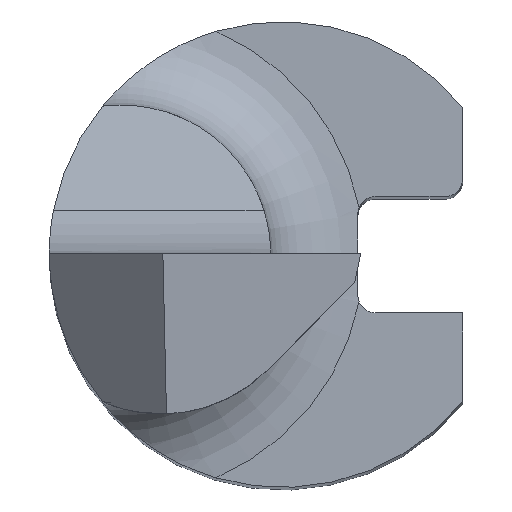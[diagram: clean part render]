
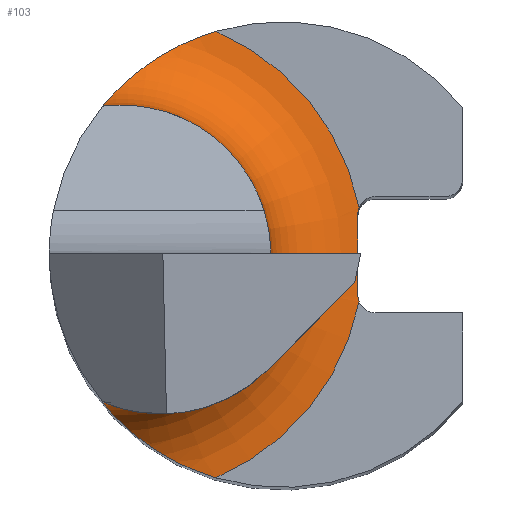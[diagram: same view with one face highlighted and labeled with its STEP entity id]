
A CAD part, top view. The second image highlights one B-rep face of the part: STEP entity #103.
In plain terms, the highlighted toroidal (fillet/blend) face has major radius 2.083 mm and minor radius 0.8 mm.
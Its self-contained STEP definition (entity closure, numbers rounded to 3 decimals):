
#2 = CARTESIAN_POINT ( 'NONE',  ( -0.696, 1.88, 14. ) ) ;
#7 = CARTESIAN_POINT ( 'NONE',  ( 0.65, 0.117, 14.001 ) ) ;
#18 = CARTESIAN_POINT ( 'NONE',  ( -1.327, -1.501, 14.243 ) ) ;
#22 = VERTEX_POINT ( 'NONE', #829 ) ;
#39 = ORIENTED_EDGE ( 'NONE', *, *, #924, .T. ) ;
#49 = ORIENTED_EDGE ( 'NONE', *, *, #490, .F. ) ;
#50 = EDGE_CURVE ( 'NONE', #22, #921, #730, .T. ) ;
#65 = EDGE_CURVE ( 'NONE', #487, #501, #366, .T. ) ;
#86 = CARTESIAN_POINT ( 'NONE',  ( -1.045, -1.71, 14.071 ) ) ;
#100 = CARTESIAN_POINT ( 'NONE',  ( 0.65, 0.35, 14. ) ) ;
#103 = ADVANCED_FACE ( 'NONE', ( #356 ), #867, .F. ) ;
#121 = DIRECTION ( 'NONE',  ( 1., 0., 0. ) ) ;
#135 = CARTESIAN_POINT ( 'NONE',  ( -1.383, 0., 14. ) ) ;
#136 = EDGE_CURVE ( 'NONE', #725, #358, #465, .T. ) ;
#137 = AXIS2_PLACEMENT_3D ( 'NONE', #228, #522, #153 ) ;
#145 = CARTESIAN_POINT ( 'NONE',  ( -1.543, 1.272, 14.8 ) ) ;
#149 = CARTESIAN_POINT ( 'NONE',  ( -1.543, -1.272, 14.8 ) ) ;
#151 = CARTESIAN_POINT ( 'NONE',  ( -1.543, 1.272, 14.8 ) ) ;
#153 = DIRECTION ( 'NONE',  ( 1., 0., 0. ) ) ;
#190 = VERTEX_POINT ( 'NONE', #100 ) ;
#203 = CARTESIAN_POINT ( 'NONE',  ( 0.65, -0.35, 14. ) ) ;
#210 = CARTESIAN_POINT ( 'NONE',  ( -1.383, 0., 14.8 ) ) ;
#211 = CARTESIAN_POINT ( 'NONE',  ( 0.66, 0.405, 14. ) ) ;
#228 = CARTESIAN_POINT ( 'NONE',  ( -1.383, 0., 14. ) ) ;
#230 = CARTESIAN_POINT ( 'NONE',  ( -1.404, 1.427, 14.328 ) ) ;
#243 = AXIS2_PLACEMENT_3D ( 'NONE', #135, #931, #727 ) ;
#253 = VERTEX_POINT ( 'NONE', #151 ) ;
#279 = EDGE_CURVE ( 'NONE', #190, #358, #467, .T. ) ;
#288 = CARTESIAN_POINT ( 'NONE',  ( -0.569, 1.917, 14. ) ) ;
#297 = CARTESIAN_POINT ( 'NONE',  ( -1.403, -1.427, 14.327 ) ) ;
#304 = B_SPLINE_CURVE_WITH_KNOTS ( 'NONE', 3,
 ( #933, #719, #643, #557 ),
 .UNSPECIFIED., .F., .F.,
 ( 4, 4 ),
 ( 0., 0. ),
 .UNSPECIFIED. ) ;
#317 = CARTESIAN_POINT ( 'NONE',  ( -0.569, -1.917, 14. ) ) ;
#330 = ORIENTED_EDGE ( 'NONE', *, *, #683, .F. ) ;
#338 = EDGE_CURVE ( 'NONE', #921, #253, #431, .T. ) ;
#341 = AXIS2_PLACEMENT_3D ( 'NONE', #436, #439, #732 ) ;
#350 = CARTESIAN_POINT ( 'NONE',  ( -1.543, -1.272, 14.8 ) ) ;
#356 = FACE_OUTER_BOUND ( 'NONE', #491, .T. ) ;
#358 = VERTEX_POINT ( 'NONE', #914 ) ;
#366 = CIRCLE ( 'NONE', #137, 2.082 ) ;
#383 = CARTESIAN_POINT ( 'NONE',  ( -1.147, -1.642, 14.115 ) ) ;
#431 = CIRCLE ( 'NONE', #341, 1.282 ) ;
#436 = CARTESIAN_POINT ( 'NONE',  ( -1.383, 0., 14.8 ) ) ;
#439 = DIRECTION ( 'NONE',  ( 0., 0., 1. ) ) ;
#441 = CARTESIAN_POINT ( 'NONE',  ( -0.818, 1.83, 14.013 ) ) ;
#465 = B_SPLINE_CURVE_WITH_KNOTS ( 'NONE', 3,
 ( #563, #568, #801, #203 ),
 .UNSPECIFIED., .F., .F.,
 ( 4, 4 ),
 ( 0., 0. ),
 .UNSPECIFIED. ) ;
#467 = B_SPLINE_CURVE_WITH_KNOTS ( 'NONE', 3,
 ( #667, #7, #809, #883 ),
 .UNSPECIFIED., .F., .F.,
 ( 4, 4 ),
 ( 0.002, 0.002 ),
 .UNSPECIFIED. ) ;
#487 = VERTEX_POINT ( 'NONE', #706 ) ;
#490 = EDGE_CURVE ( 'NONE', #725, #22, #655, .T. ) ;
#491 = EDGE_LOOP ( 'NONE', ( #49, #912, #647, #39, #696, #330, #775, #858 ) ) ;
#501 = VERTEX_POINT ( 'NONE', #211 ) ;
#519 = CARTESIAN_POINT ( 'NONE',  ( -1.543, -1.272, 14.667 ) ) ;
#522 = DIRECTION ( 'NONE',  ( 0., 0., -1. ) ) ;
#557 = CARTESIAN_POINT ( 'NONE',  ( 0.66, 0.405, 14. ) ) ;
#563 = CARTESIAN_POINT ( 'NONE',  ( 0.66, -0.405, 14. ) ) ;
#568 = CARTESIAN_POINT ( 'NONE',  ( 0.653, -0.387, 14. ) ) ;
#583 = CARTESIAN_POINT ( 'NONE',  ( -1.512, -1.312, 14.539 ) ) ;
#584 = CARTESIAN_POINT ( 'NONE',  ( -1.512, 1.312, 14.54 ) ) ;
#640 = DIRECTION ( 'NONE',  ( 0., 0., 1. ) ) ;
#643 = CARTESIAN_POINT ( 'NONE',  ( 0.653, 0.387, 14. ) ) ;
#647 = ORIENTED_EDGE ( 'NONE', *, *, #279, .F. ) ;
#653 = CARTESIAN_POINT ( 'NONE',  ( -1.328, 1.5, 14.244 ) ) ;
#654 = CARTESIAN_POINT ( 'NONE',  ( 0.66, -0.405, 14. ) ) ;
#655 = CIRCLE ( 'NONE', #243, 2.082 ) ;
#667 = CARTESIAN_POINT ( 'NONE',  ( 0.65, 0.35, 14. ) ) ;
#668 = AXIS2_PLACEMENT_3D ( 'NONE', #210, #640, #121 ) ;
#683 = EDGE_CURVE ( 'NONE', #253, #487, #816, .T. ) ;
#696 = ORIENTED_EDGE ( 'NONE', *, *, #65, .F. ) ;
#706 = CARTESIAN_POINT ( 'NONE',  ( -0.569, 1.917, 14. ) ) ;
#719 = CARTESIAN_POINT ( 'NONE',  ( 0.65, 0.369, 14. ) ) ;
#725 = VERTEX_POINT ( 'NONE', #654 ) ;
#727 = DIRECTION ( 'NONE',  ( 1., 0., 0. ) ) ;
#730 = B_SPLINE_CURVE_WITH_KNOTS ( 'NONE', 3,
 ( #317, #763, #740, #86, #383, #18, #297, #583, #519, #149 ),
 .UNSPECIFIED., .F., .F.,
 ( 4, 2, 2, 2, 4 ),
 ( 0., 0., 0.001, 0.001, 0.002 ),
 .UNSPECIFIED. ) ;
#732 = DIRECTION ( 'NONE',  ( 1., 0., 0. ) ) ;
#735 = CARTESIAN_POINT ( 'NONE',  ( -1.543, 1.272, 14.667 ) ) ;
#740 = CARTESIAN_POINT ( 'NONE',  ( -0.817, -1.83, 14.013 ) ) ;
#763 = CARTESIAN_POINT ( 'NONE',  ( -0.696, -1.88, 14. ) ) ;
#775 = ORIENTED_EDGE ( 'NONE', *, *, #338, .F. ) ;
#801 = CARTESIAN_POINT ( 'NONE',  ( 0.65, -0.369, 14. ) ) ;
#809 = CARTESIAN_POINT ( 'NONE',  ( 0.65, -0.117, 14.001 ) ) ;
#816 = B_SPLINE_CURVE_WITH_KNOTS ( 'NONE', 3,
 ( #145, #735, #584, #230, #653, #887, #821, #441, #2, #288 ),
 .UNSPECIFIED., .F., .F.,
 ( 4, 2, 2, 2, 4 ),
 ( 0., 0., 0.001, 0.001, 0.002 ),
 .UNSPECIFIED. ) ;
#821 = CARTESIAN_POINT ( 'NONE',  ( -1.044, 1.711, 14.071 ) ) ;
#829 = CARTESIAN_POINT ( 'NONE',  ( -0.569, -1.917, 14. ) ) ;
#858 = ORIENTED_EDGE ( 'NONE', *, *, #50, .F. ) ;
#867 = TOROIDAL_SURFACE ( 'NONE', #668, 2.082, 0.8 ) ;
#883 = CARTESIAN_POINT ( 'NONE',  ( 0.65, -0.35, 14. ) ) ;
#887 = CARTESIAN_POINT ( 'NONE',  ( -1.149, 1.641, 14.116 ) ) ;
#912 = ORIENTED_EDGE ( 'NONE', *, *, #136, .T. ) ;
#914 = CARTESIAN_POINT ( 'NONE',  ( 0.65, -0.35, 14. ) ) ;
#921 = VERTEX_POINT ( 'NONE', #350 ) ;
#924 = EDGE_CURVE ( 'NONE', #190, #501, #304, .T. ) ;
#931 = DIRECTION ( 'NONE',  ( 0., 0., -1. ) ) ;
#933 = CARTESIAN_POINT ( 'NONE',  ( 0.65, 0.35, 14. ) ) ;
